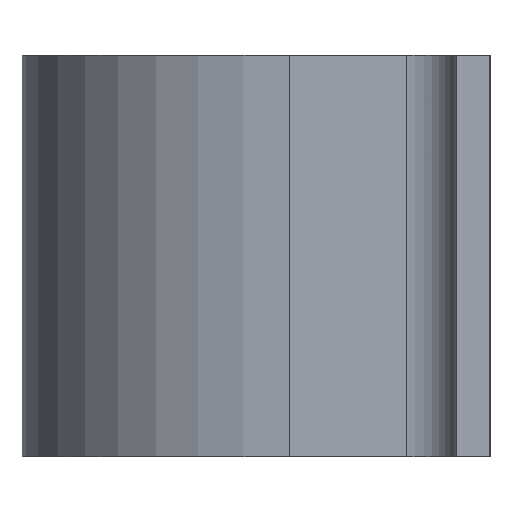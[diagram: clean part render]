
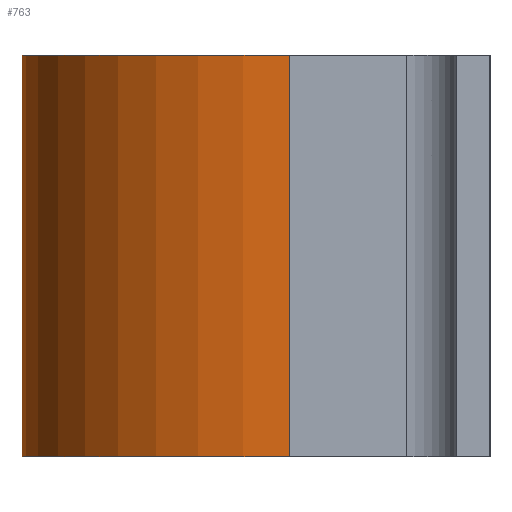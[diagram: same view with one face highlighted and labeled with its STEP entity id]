
A CAD part, left-side view. The second image highlights one B-rep face of the part: STEP entity #763.
In plain terms, the highlighted cylindrical face has radius 8 mm (diameter 16 mm), a partial arc.
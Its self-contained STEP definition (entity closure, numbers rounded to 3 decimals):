
#11 = ORIENTED_EDGE ( 'NONE', *, *, #329, .T. ) ;
#18 = CARTESIAN_POINT ( 'NONE',  ( -8., 6., 6. ) ) ;
#63 = VECTOR ( 'NONE', #1007, 1000. ) ;
#91 = DIRECTION ( 'NONE',  ( 0., 0., -1. ) ) ;
#103 = DIRECTION ( 'NONE',  ( 0., 0., -1. ) ) ;
#106 = CARTESIAN_POINT ( 'NONE',  ( 8., 6., 6. ) ) ;
#127 = DIRECTION ( 'NONE',  ( 0., 0., -1. ) ) ;
#139 = VERTEX_POINT ( 'NONE', #18 ) ;
#144 = CIRCLE ( 'NONE', #1029, 8. ) ;
#164 = DIRECTION ( 'NONE',  ( 1., 0., 0. ) ) ;
#205 = CARTESIAN_POINT ( 'NONE',  ( -8., 6., -6. ) ) ;
#234 = FACE_OUTER_BOUND ( 'NONE', #999, .T. ) ;
#253 = AXIS2_PLACEMENT_3D ( 'NONE', #887, #127, #437 ) ;
#269 = ORIENTED_EDGE ( 'NONE', *, *, #674, .T. ) ;
#301 = AXIS2_PLACEMENT_3D ( 'NONE', #688, #91, #164 ) ;
#311 = VECTOR ( 'NONE', #387, 1000. ) ;
#318 = VERTEX_POINT ( 'NONE', #940 ) ;
#329 = EDGE_CURVE ( 'NONE', #139, #318, #144, .T. ) ;
#358 = CARTESIAN_POINT ( 'NONE',  ( 8., 6., -6. ) ) ;
#387 = DIRECTION ( 'NONE',  ( 0., 0., -1. ) ) ;
#393 = EDGE_CURVE ( 'NONE', #867, #915, #687, .T. ) ;
#437 = DIRECTION ( 'NONE',  ( -1., 0., 0. ) ) ;
#571 = LINE ( 'NONE', #106, #311 ) ;
#584 = ORIENTED_EDGE ( 'NONE', *, *, #393, .F. ) ;
#589 = CARTESIAN_POINT ( 'NONE',  ( -8., 6., 6. ) ) ;
#624 = DIRECTION ( 'NONE',  ( 1., 0., 0. ) ) ;
#674 = EDGE_CURVE ( 'NONE', #318, #915, #571, .T. ) ;
#687 = CIRCLE ( 'NONE', #301, 8. ) ;
#688 = CARTESIAN_POINT ( 'NONE',  ( 0., 6., -6. ) ) ;
#702 = CARTESIAN_POINT ( 'NONE',  ( 0., 6., 6. ) ) ;
#763 = ADVANCED_FACE ( 'NONE', ( #234 ), #1051, .T. ) ;
#775 = LINE ( 'NONE', #589, #63 ) ;
#867 = VERTEX_POINT ( 'NONE', #205 ) ;
#887 = CARTESIAN_POINT ( 'NONE',  ( 0., 6., 6. ) ) ;
#894 = EDGE_CURVE ( 'NONE', #139, #867, #775, .T. ) ;
#915 = VERTEX_POINT ( 'NONE', #358 ) ;
#930 = ORIENTED_EDGE ( 'NONE', *, *, #894, .F. ) ;
#940 = CARTESIAN_POINT ( 'NONE',  ( 8., 6., 6. ) ) ;
#999 = EDGE_LOOP ( 'NONE', ( #584, #930, #11, #269 ) ) ;
#1007 = DIRECTION ( 'NONE',  ( 0., 0., -1. ) ) ;
#1029 = AXIS2_PLACEMENT_3D ( 'NONE', #702, #103, #624 ) ;
#1051 = CYLINDRICAL_SURFACE ( 'NONE', #253, 8. ) ;
